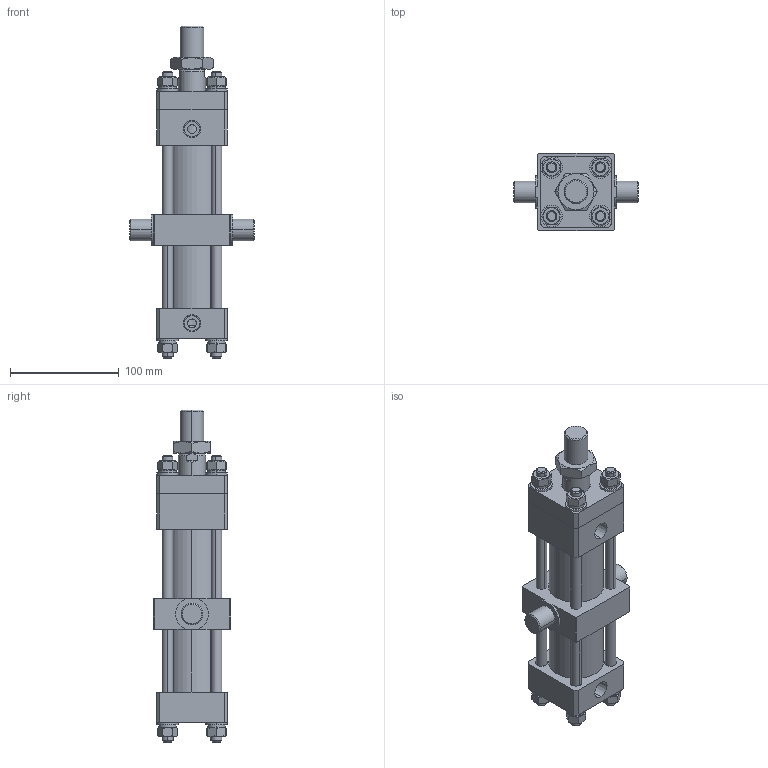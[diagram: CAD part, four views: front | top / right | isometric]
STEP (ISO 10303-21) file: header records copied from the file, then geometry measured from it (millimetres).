
FILE_DESCRIPTION (( 'STEP AP203' ), '1' );
FILE_NAME ('HOB-40-25-100-TC.STEP', '2021-04-27T02:56:23', ( '微软用户' ), ( '微软中国' ), 'SwSTEP 2.0', 'SolidWorks 2012', '' );
FILE_SCHEMA (( 'CONFIG_CONTROL_DESIGN' ));
Length unit declared in the file: millimetre
Products named in the file (13): spring lock washers--normal type gb_GB_FASTENER_WASHER_SW 10; plain washers--product grade c gb_GB_FASTENER_WASHER_SMWC 10; hex nuts 1-fine pitch-grades ab gb_GB_FASTENER_NUT_SNAB1XY M10X1.25-N; HOB-40-25-100前盖; HOB-40-25-100活塞杆; HOB-40-25-100-TC嶺裝1; HOB-40-25-100綴裔; HOB-40-25-100掛极; HOB-40-25-100楊擘; HOB-40-25-100-TC; HOB-40-25-100-TC嶺裝2; HOB-40-25-100-TC嫉粣; hex thin nuts-grades ab-chamfered gb_GB_FASTENER_NUT_STNAB  B M22-N
Assembly tree (39 placements, depth 2):
  HOB-40-25-100-TC
    HOB-40-25-100楊擘
    HOB-40-25-100掛极
    HOB-40-25-100綴裔
    HOB-40-25-100-TC嶺裝1  x4
    HOB-40-25-100活塞杆
    HOB-40-25-100前盖
    hex nuts 1-fine pitch-grades ab gb_GB_FASTENER_NUT_SNAB1XY M10X1.25-N  x8
    plain washers--product grade c gb_GB_FASTENER_WASHER_SMWC 10  x8
    spring lock washers--normal type gb_GB_FASTENER_WASHER_SW 10  x8
    hex thin nuts-grades ab-chamfered gb_GB_FASTENER_NUT_STNAB  B M22-N
    HOB-40-25-100-TC嫉粣
    HOB-40-25-100-TC嶺裝2  x4
Bounding box: 115 x 71 x 306 mm (x, y, z)
Volume: 712469.6 mm3; surface area: 206180.9 mm2
Topology: 39 solids, 39 shells, 530 faces, 1188 edges, 747 vertices
Faces by surface type: cylinder 198, plane 193, cone 129, torus 10
Entity records: 9777 total; most frequent: CARTESIAN_POINT 1698, DIRECTION 1378, ORIENTED_EDGE 1144, EDGE_CURVE 572, AXIS2_PLACEMENT_3D 561, VERTEX_POINT 363, EDGE_LOOP 305, CIRCLE 275
